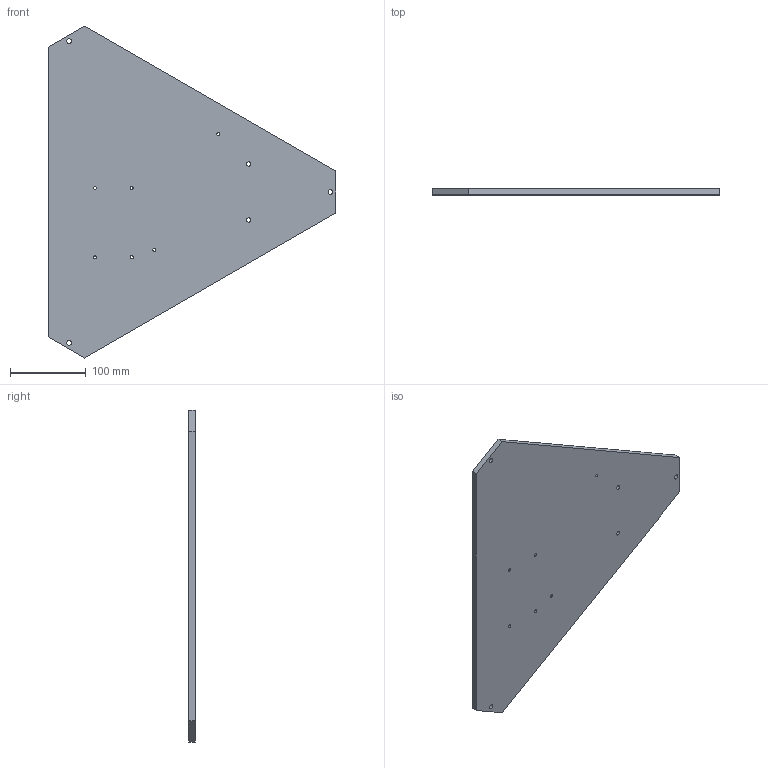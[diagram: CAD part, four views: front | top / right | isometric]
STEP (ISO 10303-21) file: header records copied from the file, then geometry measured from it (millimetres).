
FILE_DESCRIPTION(/* description */ (''),/* implementation_level */ '2;1');
FILE_NAME(/* name */ 'base_plate.step',/* time_stamp */ '2018-02-13T21:00:56+01:00',/* author */ (''),/* organization */ (''),/* preprocessor_version */ 'ST-DEVELOPER v16.13',/* originating_system */ 'Autodesk Translation Framework v6.5.0.72',/* authorisation */ '');
FILE_SCHEMA (('AUTOMOTIVE_DESIGN { 1 0 10303 214 3 1 1 }'));
Length unit declared in the file: millimetre
Products named in the file (2): (Unsaved); BasePlateWithHolesForElectronic
Assembly tree (1 placements, depth 2):
  (Unsaved)
    BasePlateWithHolesForElectronic
Bounding box: 379.73 x 8 x 438.47 mm (x, y, z)
Volume: 811701.9 mm3; surface area: 214795.9 mm2
Topology: 1 solids, 1 shells, 19 faces, 51 edges, 34 vertices
Faces by surface type: cylinder 11, plane 8
Full cylindrical faces by diameter (mm): 4 x6, 5.5 x2, 6.2 x3
Entity records: 711 total; most frequent: DIRECTION 117, CARTESIAN_POINT 107, ORIENTED_EDGE 102, EDGE_CURVE 51, AXIS2_PLACEMENT_3D 44, EDGE_LOOP 41, VERTEX_POINT 34, LINE 29
